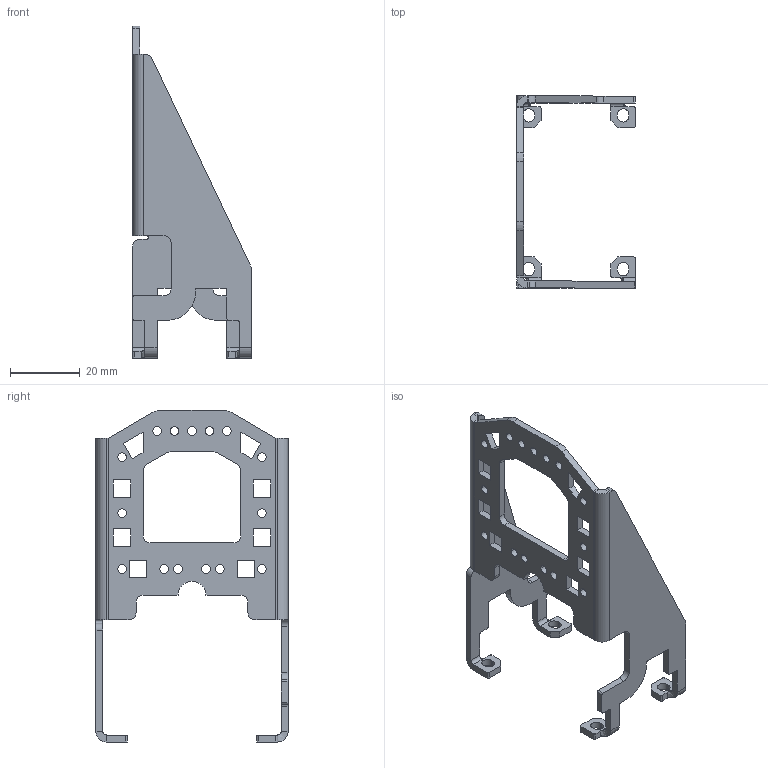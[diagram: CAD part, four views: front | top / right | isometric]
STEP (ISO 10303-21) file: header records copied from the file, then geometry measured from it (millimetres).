
FILE_DESCRIPTION(('CATIA V5 STEP Exchange','CAx-IF Rec.Pracs.--- Model Styling and Organization---1.4--- 2014-01-23'),'2;1');
FILE_NAME ('1307754-3_0', '2020-12-11T06:23:04+00:00', ('none'), ('Weidmueller'), 'CATIA Version 5-6 Release 2016 SP3 HF44', 'CATIA V5 STEP AP214', 'none');
FILE_SCHEMA(('AUTOMOTIVE_DESIGN { 1 0 10303 214 1 1 1 1 }'));
Length unit declared in the file: millimetre
Products named in the file (1): 2782940000
Bounding box: 34 x 55 x 95 mm (x, y, z)
Volume: 8935.7 mm3; surface area: 11030.9 mm2
Topology: 1 solids, 1 shells, 247 faces, 671 edges, 426 vertices
Faces by surface type: plane 138, cylinder 105, bspline 4
Entity records: 7804 total; most frequent: CARTESIAN_POINT 1630, ORIENTED_EDGE 1342, DIRECTION 1089, EDGE_CURVE 671, VECTOR 463, LINE 463, VERTEX_POINT 426, AXIS2_PLACEMENT_3D 409
